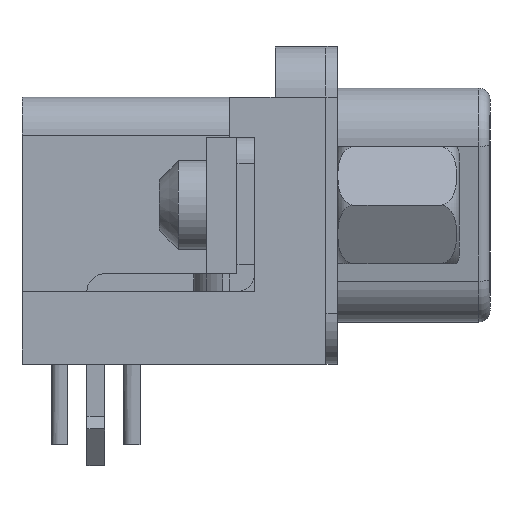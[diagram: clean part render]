
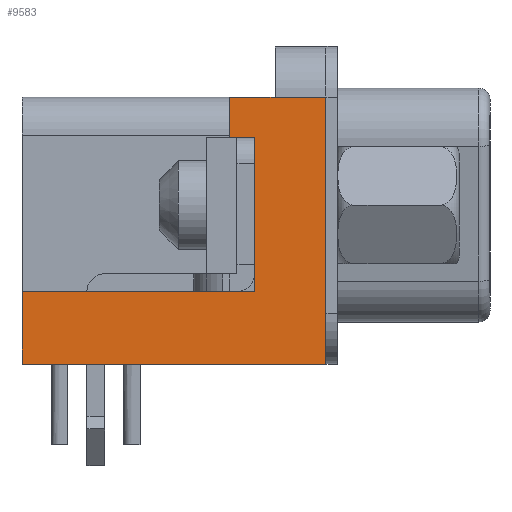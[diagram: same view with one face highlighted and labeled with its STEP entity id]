
A CAD part, left-side view. The second image highlights one B-rep face of the part: STEP entity #9583.
In plain terms, the highlighted planar face has unit normal (-1, 0, 0).
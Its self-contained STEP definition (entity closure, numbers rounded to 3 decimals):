
#488=LINE('',#13896,#1560);
#693=LINE('',#14342,#1765);
#715=LINE('',#14390,#1787);
#722=LINE('',#14407,#1794);
#729=LINE('',#14427,#1801);
#730=LINE('',#14429,#1802);
#731=LINE('',#14431,#1803);
#732=LINE('',#14433,#1804);
#733=LINE('',#14434,#1805);
#1560=VECTOR('',#11196,1000.);
#1765=VECTOR('',#11505,1000.);
#1787=VECTOR('',#11533,1000.);
#1794=VECTOR('',#11548,1000.);
#1801=VECTOR('',#11567,1000.);
#1802=VECTOR('',#11568,1000.);
#1803=VECTOR('',#11569,1000.);
#1804=VECTOR('',#11570,1000.);
#1805=VECTOR('',#11571,1000.);
#2972=ORIENTED_EDGE('',*,*,#5412,.T.);
#2973=ORIENTED_EDGE('',*,*,#5687,.T.);
#2974=ORIENTED_EDGE('',*,*,#5688,.T.);
#2975=ORIENTED_EDGE('',*,*,#5689,.T.);
#2976=ORIENTED_EDGE('',*,*,#5690,.F.);
#2977=ORIENTED_EDGE('',*,*,#5667,.T.);
#2978=ORIENTED_EDGE('',*,*,#5691,.T.);
#2979=ORIENTED_EDGE('',*,*,#5643,.T.);
#2980=ORIENTED_EDGE('',*,*,#5677,.T.);
#5412=EDGE_CURVE('',#6799,#6798,#488,.T.);
#5643=EDGE_CURVE('',#6988,#6987,#693,.T.);
#5667=EDGE_CURVE('',#7008,#7010,#715,.T.);
#5677=EDGE_CURVE('',#6987,#6799,#722,.T.);
#5687=EDGE_CURVE('',#6798,#7024,#729,.T.);
#5688=EDGE_CURVE('',#7024,#7025,#730,.T.);
#5689=EDGE_CURVE('',#7025,#7026,#731,.T.);
#5690=EDGE_CURVE('',#7008,#7026,#732,.T.);
#5691=EDGE_CURVE('',#7010,#6988,#733,.T.);
#6798=VERTEX_POINT('',#13895);
#6799=VERTEX_POINT('',#13897);
#6987=VERTEX_POINT('',#14341);
#6988=VERTEX_POINT('',#14343);
#7008=VERTEX_POINT('',#14385);
#7010=VERTEX_POINT('',#14389);
#7024=VERTEX_POINT('',#14428);
#7025=VERTEX_POINT('',#14430);
#7026=VERTEX_POINT('',#14432);
#7962=EDGE_LOOP('',(#2972,#2973,#2974,#2975,#2976,#2977,#2978,#2979,#2980));
#8628=FACE_BOUND('',#7962,.T.);
#9258=PLANE('',#10433);
#9583=ADVANCED_FACE('',(#8628),#9258,.T.);
#10433=AXIS2_PLACEMENT_3D('',#14426,#11565,#11566);
#11196=DIRECTION('',(0.,0.,1.));
#11505=DIRECTION('',(0.,0.,-1.));
#11533=DIRECTION('',(0.,0.,-1.));
#11548=DIRECTION('',(0.,-1.,0.));
#11565=DIRECTION('',(-1.,0.,0.));
#11566=DIRECTION('',(0.,0.,1.));
#11567=DIRECTION('',(0.,1.,0.));
#11568=DIRECTION('',(0.,1.,0.));
#11569=DIRECTION('',(0.,0.,-1.));
#11570=DIRECTION('',(0.,1.,0.));
#11571=DIRECTION('',(0.,1.,0.));
#13895=CARTESIAN_POINT('',(-19.6,-5.975,4.25));
#13896=CARTESIAN_POINT('',(-19.6,-5.975,-6.25));
#13897=CARTESIAN_POINT('',(-19.6,-5.975,-6.25));
#14341=CARTESIAN_POINT('',(-19.6,5.975,-6.25));
#14342=CARTESIAN_POINT('',(-19.6,5.975,4.25));
#14343=CARTESIAN_POINT('',(-19.6,5.975,-3.4));
#14385=CARTESIAN_POINT('',(-19.6,-3.175,2.65));
#14389=CARTESIAN_POINT('',(-19.6,-3.175,-3.4));
#14390=CARTESIAN_POINT('',(-19.6,-3.175,2.65));
#14407=CARTESIAN_POINT('',(-19.6,5.975,-6.25));
#14426=CARTESIAN_POINT('',(-19.6,0.,0.));
#14427=CARTESIAN_POINT('',(-19.6,0.,4.25));
#14428=CARTESIAN_POINT('',(-19.6,-3.975,4.25));
#14429=CARTESIAN_POINT('',(-19.6,-3.975,4.25));
#14430=CARTESIAN_POINT('',(-19.6,-2.175,4.25));
#14431=CARTESIAN_POINT('',(-19.6,-2.175,4.25));
#14432=CARTESIAN_POINT('',(-19.6,-2.175,2.65));
#14433=CARTESIAN_POINT('',(-19.6,-3.175,2.65));
#14434=CARTESIAN_POINT('',(-19.6,-2.175,-3.4));
